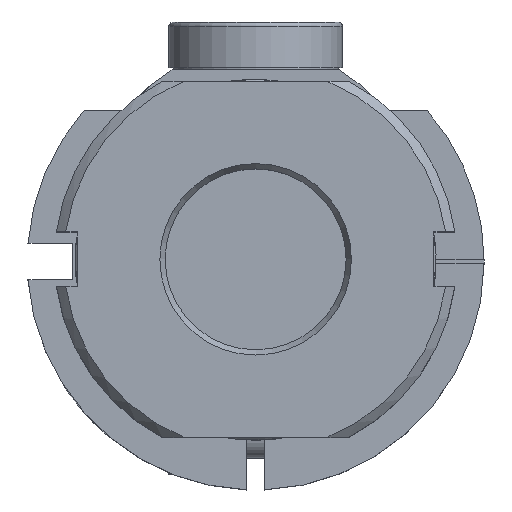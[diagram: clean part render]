
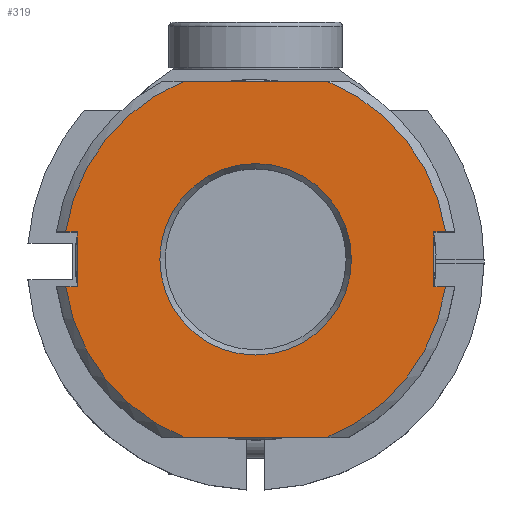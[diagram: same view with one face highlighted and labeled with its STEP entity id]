
A CAD part, top view. The second image highlights one B-rep face of the part: STEP entity #319.
In plain terms, the highlighted planar face has unit normal (0, 0, 1).
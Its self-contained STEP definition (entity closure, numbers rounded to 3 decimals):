
#319=ADVANCED_FACE('',(#472,#473),#393,.T.);
#393=PLANE('',#1934);
#472=FACE_BOUND('',#595,.T.);
#473=FACE_BOUND('',#596,.T.);
#595=EDGE_LOOP('',(#1033,#1034,#1035,#1036,#1037,#1038,#1039,#1040,#1041,
#1042,#1043,#1044));
#596=EDGE_LOOP('',(#1045));
#704=CIRCLE('',#1915,21.);
#708=CIRCLE('',#1922,21.);
#709=CIRCLE('',#1926,21.);
#712=CIRCLE('',#1932,21.);
#713=CIRCLE('',#1933,10.477);
#1033=ORIENTED_EDGE('',*,*,#1515,.F.);
#1034=ORIENTED_EDGE('',*,*,#1493,.T.);
#1035=ORIENTED_EDGE('',*,*,#1516,.F.);
#1036=ORIENTED_EDGE('',*,*,#1517,.F.);
#1037=ORIENTED_EDGE('',*,*,#1518,.T.);
#1038=ORIENTED_EDGE('',*,*,#1502,.T.);
#1039=ORIENTED_EDGE('',*,*,#1519,.F.);
#1040=ORIENTED_EDGE('',*,*,#1520,.T.);
#1041=ORIENTED_EDGE('',*,*,#1521,.F.);
#1042=ORIENTED_EDGE('',*,*,#1522,.F.);
#1043=ORIENTED_EDGE('',*,*,#1523,.T.);
#1044=ORIENTED_EDGE('',*,*,#1509,.T.);
#1045=ORIENTED_EDGE('',*,*,#1524,.T.);
#1299=VERTEX_POINT('',#2858);
#1301=VERTEX_POINT('',#2868);
#1308=VERTEX_POINT('',#2899);
#1309=VERTEX_POINT('',#2901);
#1310=VERTEX_POINT('',#2929);
#1311=VERTEX_POINT('',#2931);
#1314=VERTEX_POINT('',#2959);
#1315=VERTEX_POINT('',#2961);
#1316=VERTEX_POINT('',#2964);
#1317=VERTEX_POINT('',#2966);
#1318=VERTEX_POINT('',#2968);
#1319=VERTEX_POINT('',#2970);
#1320=VERTEX_POINT('',#2973);
#1493=EDGE_CURVE('',#1299,#1301,#704,.T.);
#1502=EDGE_CURVE('',#1309,#1308,#708,.T.);
#1509=EDGE_CURVE('',#1311,#1310,#709,.T.);
#1515=EDGE_CURVE('',#1299,#1310,#1658,.T.);
#1516=EDGE_CURVE('',#1314,#1301,#1659,.T.);
#1517=EDGE_CURVE('',#1315,#1314,#1660,.T.);
#1518=EDGE_CURVE('',#1315,#1309,#1661,.T.);
#1519=EDGE_CURVE('',#1316,#1308,#1662,.T.);
#1520=EDGE_CURVE('',#1316,#1317,#712,.T.);
#1521=EDGE_CURVE('',#1318,#1317,#1663,.T.);
#1522=EDGE_CURVE('',#1319,#1318,#1664,.T.);
#1523=EDGE_CURVE('',#1319,#1311,#1665,.T.);
#1524=EDGE_CURVE('',#1320,#1320,#713,.T.);
#1658=LINE('',#2957,#1769);
#1659=LINE('',#2958,#1770);
#1660=LINE('',#2960,#1771);
#1661=LINE('',#2962,#1772);
#1662=LINE('',#2963,#1773);
#1663=LINE('',#2967,#1774);
#1664=LINE('',#2969,#1775);
#1665=LINE('',#2971,#1776);
#1769=VECTOR('',#2353,1.);
#1770=VECTOR('',#2354,1.);
#1771=VECTOR('',#2355,1.);
#1772=VECTOR('',#2356,1.);
#1773=VECTOR('',#2357,1.);
#1774=VECTOR('',#2360,1.);
#1775=VECTOR('',#2361,1.);
#1776=VECTOR('',#2362,1.);
#1915=AXIS2_PLACEMENT_3D('',#2869,#2315,#2316);
#1922=AXIS2_PLACEMENT_3D('',#2900,#2331,#2332);
#1926=AXIS2_PLACEMENT_3D('',#2930,#2341,#2342);
#1932=AXIS2_PLACEMENT_3D('',#2965,#2358,#2359);
#1933=AXIS2_PLACEMENT_3D('',#2972,#2363,#2364);
#1934=AXIS2_PLACEMENT_3D('',#2974,#2365,#2366);
#2315=DIRECTION('',(0.,0.,1.));
#2316=DIRECTION('',(0.,-1.,0.));
#2331=DIRECTION('',(0.,0.,1.));
#2332=DIRECTION('',(0.,-1.,0.));
#2341=DIRECTION('',(0.,0.,1.));
#2342=DIRECTION('',(0.,-1.,0.));
#2353=DIRECTION('',(1.,0.,0.));
#2354=DIRECTION('',(-1.,0.,0.));
#2355=DIRECTION('',(0.,1.,0.));
#2356=DIRECTION('',(-1.,0.,0.));
#2357=DIRECTION('',(-1.,0.,0.));
#2358=DIRECTION('',(0.,0.,1.));
#2359=DIRECTION('',(0.,-1.,0.));
#2360=DIRECTION('',(1.,0.,0.));
#2361=DIRECTION('',(0.,-1.,0.));
#2362=DIRECTION('',(1.,0.,0.));
#2363=DIRECTION('',(0.,0.,-1.));
#2364=DIRECTION('',(0.,-1.,0.));
#2365=DIRECTION('',(0.,0.,1.));
#2366=DIRECTION('',(0.,-1.,0.));
#2858=CARTESIAN_POINT('',(-7.794,19.5,138.));
#2868=CARTESIAN_POINT('',(-20.785,3.,138.));
#2869=CARTESIAN_POINT('',(0.,0.,138.));
#2899=CARTESIAN_POINT('',(-7.794,-19.5,138.));
#2900=CARTESIAN_POINT('',(0.,0.,138.));
#2901=CARTESIAN_POINT('',(-20.785,-3.,138.));
#2929=CARTESIAN_POINT('',(7.794,19.5,138.));
#2930=CARTESIAN_POINT('',(0.,0.,138.));
#2931=CARTESIAN_POINT('',(20.785,3.,138.));
#2957=CARTESIAN_POINT('',(0.,19.5,138.));
#2958=CARTESIAN_POINT('',(-29.5,3.,138.));
#2959=CARTESIAN_POINT('',(-19.5,3.,138.));
#2960=CARTESIAN_POINT('',(-19.5,-3.,138.));
#2961=CARTESIAN_POINT('',(-19.5,-3.,138.));
#2962=CARTESIAN_POINT('',(-29.5,-3.,138.));
#2963=CARTESIAN_POINT('',(0.,-19.5,138.));
#2964=CARTESIAN_POINT('',(7.794,-19.5,138.));
#2965=CARTESIAN_POINT('',(0.,0.,138.));
#2966=CARTESIAN_POINT('',(20.785,-3.,138.));
#2967=CARTESIAN_POINT('',(29.5,-3.,138.));
#2968=CARTESIAN_POINT('',(19.5,-3.,138.));
#2969=CARTESIAN_POINT('',(19.5,3.,138.));
#2970=CARTESIAN_POINT('',(19.5,3.,138.));
#2971=CARTESIAN_POINT('',(29.5,3.,138.));
#2972=CARTESIAN_POINT('',(0.,0.,138.));
#2973=CARTESIAN_POINT('',(0.,-10.477,138.));
#2974=CARTESIAN_POINT('',(0.,0.,138.));
